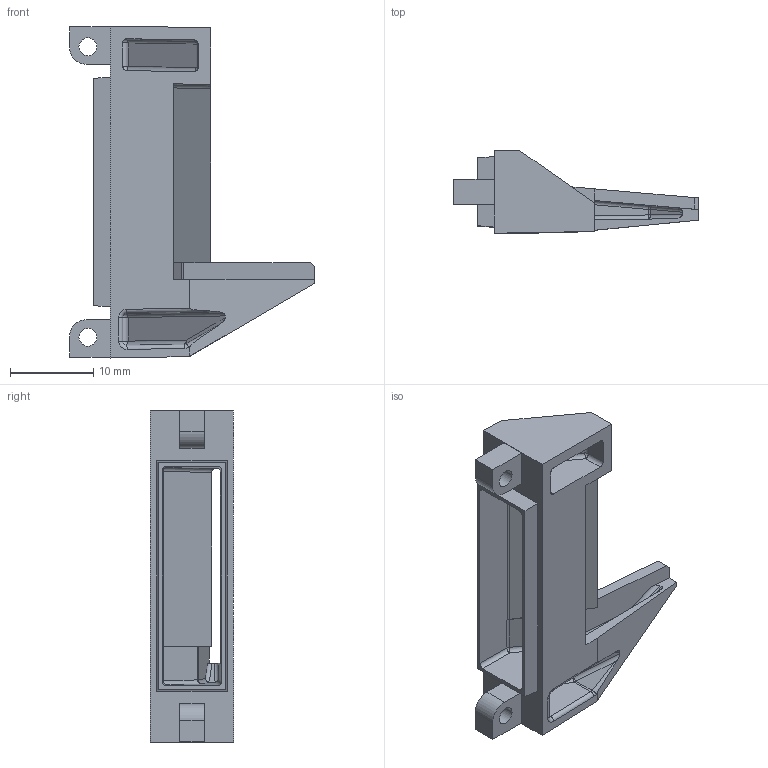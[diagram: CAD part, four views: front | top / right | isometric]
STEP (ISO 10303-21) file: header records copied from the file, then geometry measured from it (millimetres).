
FILE_DESCRIPTION (( 'STEP AP214' ), '1' );
FILE_NAME ('JXHSV06-08005-d Air guide.step', '2023-01-05T07:15:45', ( '微软用户' ), ( '微软中国' ), 'SwSTEP 2.0', 'SolidWorks 2020', '' );
FILE_SCHEMA (( 'AUTOMOTIVE_DESIGN' ));
Length unit declared in the file: millimetre
Products named in the file (1): JXHSV06-08005-d Air guide
Bounding box: 29.48 x 10 x 40 mm (x, y, z)
Volume: 1972.1 mm3; surface area: 3113.9 mm2
Topology: 1 solids, 1 shells, 109 faces, 275 edges, 167 vertices
Faces by surface type: plane 51, cylinder 39, sphere 13, bspline 3, torus 3
Entity records: 3237 total; most frequent: CARTESIAN_POINT 627, DIRECTION 539, ORIENTED_EDGE 534, EDGE_CURVE 267, AXIS2_PLACEMENT_3D 183, LINE 173, VECTOR 173, VERTEX_POINT 163
